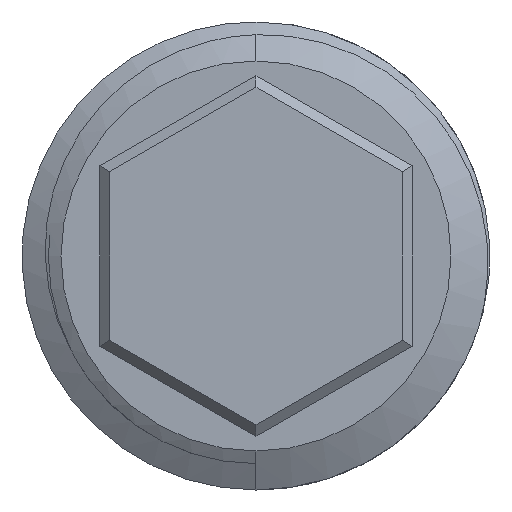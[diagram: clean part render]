
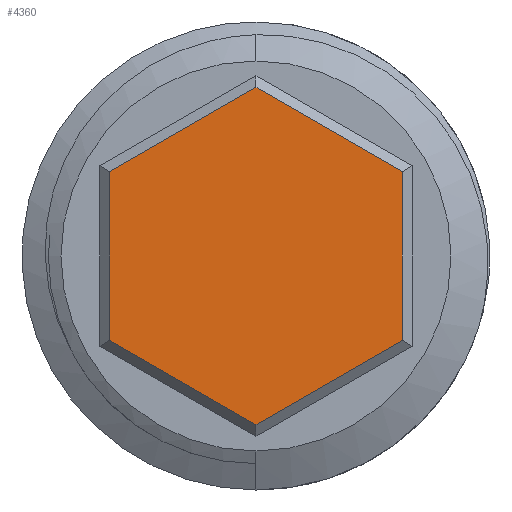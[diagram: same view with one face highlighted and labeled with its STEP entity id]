
A CAD part, left-side view. The second image highlights one B-rep face of the part: STEP entity #4360.
In plain terms, the highlighted planar face has unit normal (-1, 0, 0).
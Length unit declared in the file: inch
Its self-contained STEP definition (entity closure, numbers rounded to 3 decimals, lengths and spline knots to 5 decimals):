
#78 = VECTOR ( 'NONE', #4121, 39.37008 ) ;
#141 = ORIENTED_EDGE ( 'NONE', *, *, #950, .T. ) ;
#163 = CARTESIAN_POINT ( 'NONE',  ( 0., -0.15248, -0.08226 ) ) ;
#179 = ORIENTED_EDGE ( 'NONE', *, *, #2752, .T. ) ;
#298 = VERTEX_POINT ( 'NONE', #2870 ) ;
#402 = EDGE_CURVE ( 'Defeatured_0_26+Defeatured_0_49+Defeatured_0_47+Defeatured_0_48', #2457, #298, #1188, .T. ) ;
#421 = PLANE ( 'NONE',  #2950 ) ;
#507 = DIRECTION ( 'NONE',  ( 0., 0., -1. ) ) ;
#538 = CARTESIAN_POINT ( 'NONE',  ( 0., 0.13, 0. ) ) ;
#710 = CARTESIAN_POINT ( 'NONE',  ( 0., 0., -0.1703 ) ) ;
#924 = LINE ( 'NONE', #2717, #1662 ) ;
#950 = EDGE_CURVE ( 'Defeatured_0_26+Defeatured_0_48+Defeatured_0_49+Defeatured_0_46', #298, #4322, #3511, .T. ) ;
#1019 = DIRECTION ( 'NONE',  ( 0., -0.866, 0.5 ) ) ;
#1188 = LINE ( 'NONE', #2156, #3887 ) ;
#1313 = VERTEX_POINT ( 'NONE', #1983 ) ;
#1325 = ORIENTED_EDGE ( 'NONE', *, *, #4186, .T. ) ;
#1419 = ORIENTED_EDGE ( 'NONE', *, *, #2642, .T. ) ;
#1478 = DIRECTION ( 'NONE',  ( 0., 0., -1. ) ) ;
#1607 = ORIENTED_EDGE ( 'NONE', *, *, #2238, .T. ) ;
#1662 = VECTOR ( 'NONE', #4929, 39.37008 ) ;
#1983 = CARTESIAN_POINT ( 'NONE',  ( 0., 0.14748, -0.08515 ) ) ;
#2156 = CARTESIAN_POINT ( 'NONE',  ( 0., -0.14748, 0.09092 ) ) ;
#2226 = VECTOR ( 'NONE', #1478, 39.37008 ) ;
#2238 = EDGE_CURVE ( 'Defeatured_0_26+Defeatured_0_45+Defeatured_0_44+Defeatured_0_47', #1313, #3135, #3662, .T. ) ;
#2278 = CARTESIAN_POINT ( 'NONE',  ( 0., -0.14748, -0.08515 ) ) ;
#2341 = CARTESIAN_POINT ( 'NONE',  ( 0., -0.005, -0.17318 ) ) ;
#2457 = VERTEX_POINT ( 'NONE', #2278 ) ;
#2642 = EDGE_CURVE ( 'Defeatured_0_26+Defeatured_0_46+Defeatured_0_48+Defeatured_0_44', #4322, #3457, #924, .T. ) ;
#2678 = CARTESIAN_POINT ( 'NONE',  ( 0., 0.005, 0.17318 ) ) ;
#2717 = CARTESIAN_POINT ( 'NONE',  ( 0., 0.15248, 0.08226 ) ) ;
#2752 = EDGE_CURVE ( 'Defeatured_0_26+Defeatured_0_44+Defeatured_0_46+Defeatured_0_45', #3457, #1313, #5409, .T. ) ;
#2870 = CARTESIAN_POINT ( 'NONE',  ( 0., -0.14748, 0.08515 ) ) ;
#2892 = CARTESIAN_POINT ( 'NONE',  ( 0., 0.14748, -0.09092 ) ) ;
#2950 = AXIS2_PLACEMENT_3D ( 'NONE', #538, #3183, #507 ) ;
#3135 = VERTEX_POINT ( 'NONE', #710 ) ;
#3150 = VECTOR ( 'NONE', #1019, 39.37008 ) ;
#3183 = DIRECTION ( 'NONE',  ( 1., 0., 0. ) ) ;
#3457 = VERTEX_POINT ( 'NONE', #4563 ) ;
#3511 = LINE ( 'NONE', #2678, #5090 ) ;
#3662 = LINE ( 'NONE', #2341, #78 ) ;
#3864 = CARTESIAN_POINT ( 'NONE',  ( 0., 0., 0.1703 ) ) ;
#3887 = VECTOR ( 'NONE', #4766, 39.37008 ) ;
#4121 = DIRECTION ( 'NONE',  ( 0., -0.866, -0.5 ) ) ;
#4186 = EDGE_CURVE ( 'Defeatured_0_26+Defeatured_0_47+Defeatured_0_45+Defeatured_0_49', #3135, #2457, #4993, .T. ) ;
#4322 = VERTEX_POINT ( 'NONE', #3864 ) ;
#4360 = ADVANCED_FACE ( 'Defeatured_0_26', ( #4772 ), #421, .F. ) ;
#4363 = EDGE_LOOP ( 'NONE', ( #1325, #4955, #141, #1419, #179, #1607 ) ) ;
#4563 = CARTESIAN_POINT ( 'NONE',  ( 0., 0.14748, 0.08515 ) ) ;
#4766 = DIRECTION ( 'NONE',  ( 0., 0., 1. ) ) ;
#4772 = FACE_OUTER_BOUND ( 'NONE', #4363, .T. ) ;
#4916 = DIRECTION ( 'NONE',  ( 0., 0.866, 0.5 ) ) ;
#4929 = DIRECTION ( 'NONE',  ( 0., 0.866, -0.5 ) ) ;
#4955 = ORIENTED_EDGE ( 'NONE', *, *, #402, .T. ) ;
#4993 = LINE ( 'NONE', #163, #3150 ) ;
#5090 = VECTOR ( 'NONE', #4916, 39.37008 ) ;
#5409 = LINE ( 'NONE', #2892, #2226 ) ;
